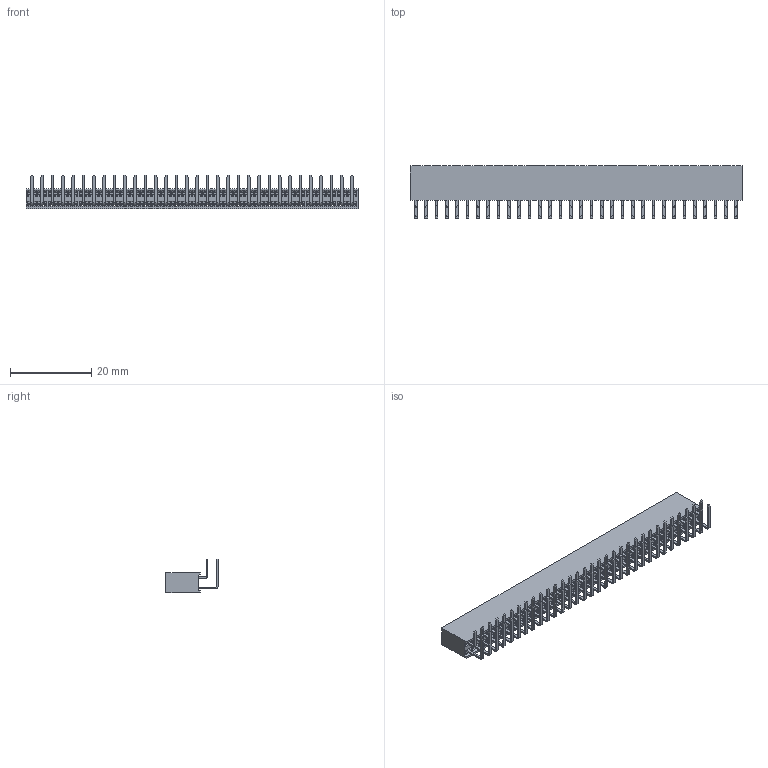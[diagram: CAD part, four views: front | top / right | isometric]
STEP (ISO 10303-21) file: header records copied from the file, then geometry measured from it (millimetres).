
FILE_DESCRIPTION(('OneSpaceDesigner STEP Export'),'2;1');
FILE_NAME('S-60001-06421-001.stp','2015-02-12T11:14:45',(''),(''),'OneSpace Designer STEP processor for AP214 (Solid Model)','OneSpace Designer 13.20 11-May-2005 (C) CoCreate Software GmbH','');
FILE_SCHEMA(('AUTOMOTIVE_DESIGN { 1 0 10303 214 1 1 1 1 }'));
Products named in the file (3): 60001-06421-001; PCB; S-60001-06421-001.stp
Assembly tree (2 placements, depth 2):
  S-60001-06421-001.stp
    PCB
    60001-06421-001
Bounding box: 81.68 x 12.84 x 8.3 mm (x, y, z)
Volume: 2373.7 mm3; surface area: 8419.4 mm2
Topology: 1 solids, 1 shells, 4298 faces, 12312 edges, 8016 vertices
Faces by surface type: plane 3210, cylinder 1088
Entity records: 151308 total; most frequent: ORIENTED_EDGE 24496, CARTESIAN_POINT 24266, DIRECTION 20372, EDGE_CURVE 12248, VECTOR 9568, LINE 9568, VERTEX_POINT 7952, AXIS2_PLACEMENT_3D 5402
